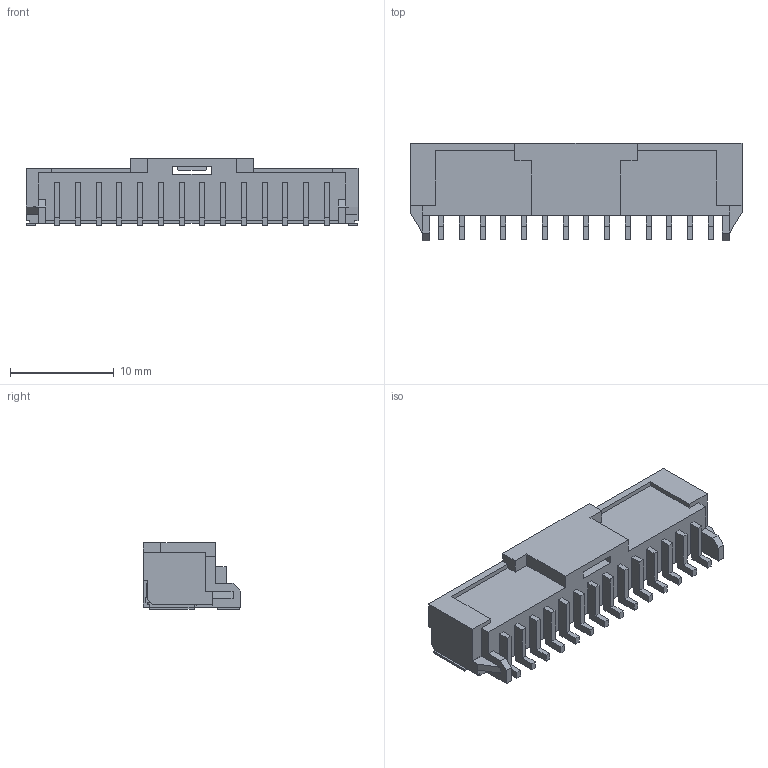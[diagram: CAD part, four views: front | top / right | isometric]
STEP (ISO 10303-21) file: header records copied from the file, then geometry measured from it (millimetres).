
FILE_DESCRIPTION((''),'2;1');
FILE_NAME('5023521400','2017-05-30T',('ksrinivasara'),(''),'PRO/ENGINEER BY PARAMETRIC TECHNOLOGY CORPORATION, 2012310','PRO/ENGINEER BY PARAMETRIC TECHNOLOGY CORPORATION, 2012310','');
FILE_SCHEMA(('CONFIG_CONTROL_DESIGN'));
Length unit declared in the file: millimetre
Products named in the file (1): 5023521400
Bounding box: 32 x 9.4 x 6.4 mm (x, y, z)
Volume: 613 mm3; surface area: 1666.1 mm2
Topology: 1 solids, 1 shells, 479 faces, 1385 edges, 914 vertices
Faces by surface type: plane 471, cylinder 8
Entity records: 15298 total; most frequent: CARTESIAN_POINT 2715, ORIENTED_EDGE 2642, DIRECTION 2361, VECTOR 1369, LINE 1369, EDGE_CURVE 1321, VERTEX_POINT 850, EDGE_LOOP 503
